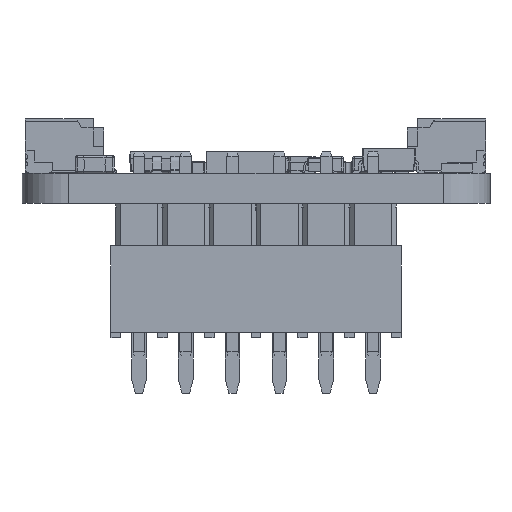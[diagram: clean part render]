
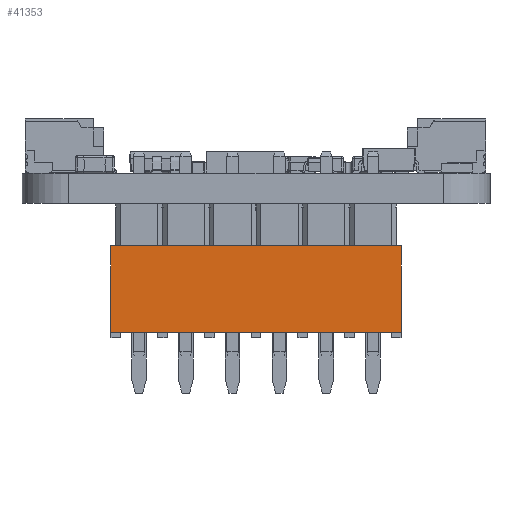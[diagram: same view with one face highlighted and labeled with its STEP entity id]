
A CAD part, front view. The second image highlights one B-rep face of the part: STEP entity #41353.
In plain terms, the highlighted face is planar.
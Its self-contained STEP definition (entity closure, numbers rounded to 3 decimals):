
#3416=PLANE('',#44752);
#5698=FACE_OUTER_BOUND('',#8157,.T.);
#8157=EDGE_LOOP('',(#38049,#38050,#38051,#38052));
#12376=LINE('',#70528,#16927);
#12390=LINE('',#70556,#16941);
#12511=LINE('',#70809,#17062);
#12559=LINE('',#70911,#17110);
#16927=VECTOR('',#54596,10.);
#16941=VECTOR('',#54618,51.3);
#17062=VECTOR('',#54765,4.7);
#17110=VECTOR('',#54875,51.3);
#21515=VERTEX_POINT('',#70514);
#21521=VERTEX_POINT('',#70526);
#21531=VERTEX_POINT('',#70555);
#21650=VERTEX_POINT('',#70808);
#26996=EDGE_CURVE('',#21515,#21521,#12376,.T.);
#27010=EDGE_CURVE('',#21531,#21515,#12390,.T.);
#27131=EDGE_CURVE('',#21650,#21531,#12511,.T.);
#27179=EDGE_CURVE('',#21650,#21521,#12559,.T.);
#38049=ORIENTED_EDGE('',*,*,#26996,.T.);
#38050=ORIENTED_EDGE('',*,*,#27179,.F.);
#38051=ORIENTED_EDGE('',*,*,#27131,.T.);
#38052=ORIENTED_EDGE('',*,*,#27010,.T.);
#41353=ADVANCED_FACE('',(#5698),#3416,.T.);
#44752=AXIS2_PLACEMENT_3D('',#70910,#54873,#54874);
#54596=DIRECTION('',(0.,1.,0.));
#54618=DIRECTION('',(1.,0.,0.));
#54765=DIRECTION('',(0.,-1.,0.));
#54873=DIRECTION('center_axis',(0.,0.,1.));
#54874=DIRECTION('ref_axis',(0.,-1.,0.));
#54875=DIRECTION('',(1.,0.,0.));
#70514=CARTESIAN_POINT('',(-9.91,0.3,1.25));
#70526=CARTESIAN_POINT('',(-9.91,5.,1.25));
#70528=CARTESIAN_POINT('',(-9.91,3.9,1.25));
#70555=CARTESIAN_POINT('',(-25.65,0.3,1.25));
#70556=CARTESIAN_POINT('',(-25.65,0.3,1.25));
#70808=CARTESIAN_POINT('',(-25.65,5.,1.25));
#70809=CARTESIAN_POINT('',(-25.65,5.,1.25));
#70910=CARTESIAN_POINT('Origin',(-25.65,5.,1.25));
#70911=CARTESIAN_POINT('',(-25.65,5.,1.25));
